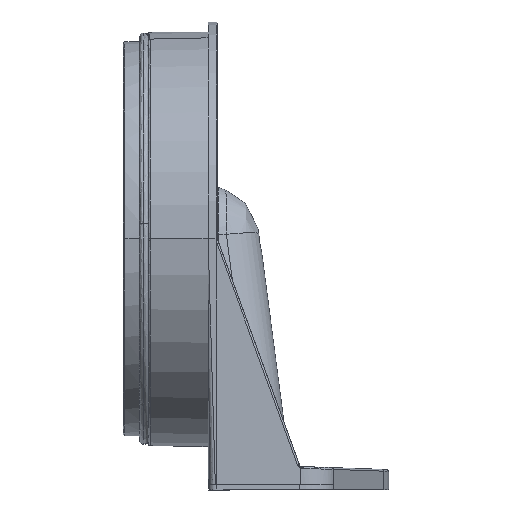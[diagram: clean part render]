
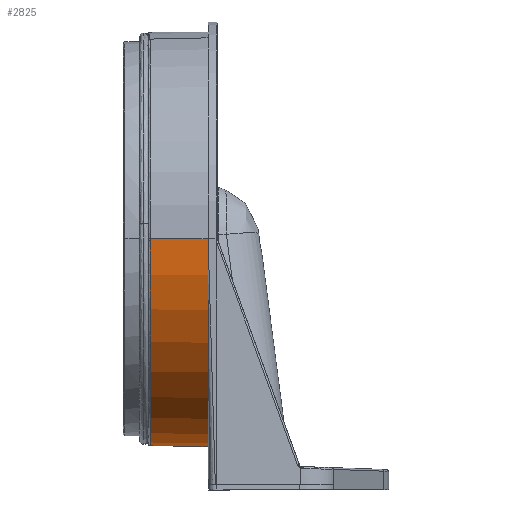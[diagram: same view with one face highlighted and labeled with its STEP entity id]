
A CAD part, left-side view. The second image highlights one B-rep face of the part: STEP entity #2825.
In plain terms, the highlighted conical face has half-angle 1 degrees and reference radius 57.5 mm.
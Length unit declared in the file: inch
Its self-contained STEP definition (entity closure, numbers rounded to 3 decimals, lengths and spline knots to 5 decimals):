
#769 = DIRECTION ( 'NONE',  ( 0., 0., -1. ) ) ;
#785 = CIRCLE ( 'NONE', #8807, 2.26378 ) ;
#1245 = DIRECTION ( 'NONE',  ( 0., -1., 0. ) ) ;
#1662 = AXIS2_PLACEMENT_3D ( 'NONE', #10322, #12621, #769 ) ;
#2039 = CARTESIAN_POINT ( 'NONE',  ( 2.26378, 0.09843, 0. ) ) ;
#2825 = ADVANCED_FACE ( 'NONE', ( #7708 ), #7203, .T. ) ;
#3318 = EDGE_CURVE ( 'NONE', #13564, #12575, #785, .T. ) ;
#4014 = DIRECTION ( 'NONE',  ( -0.017, -1., 0. ) ) ;
#4472 = DIRECTION ( 'NONE',  ( -1., 0., 0. ) ) ;
#4673 = AXIS2_PLACEMENT_3D ( 'NONE', #7779, #1245, #4472 ) ;
#4681 = VECTOR ( 'NONE', #4014, 39.37008 ) ;
#4869 = CIRCLE ( 'NONE', #1662, 2.25278 ) ;
#5095 = CARTESIAN_POINT ( 'NONE',  ( -2.26378, 0.09843, 0. ) ) ;
#5169 = DIRECTION ( 'NONE',  ( -1., 0., 0. ) ) ;
#6781 = EDGE_CURVE ( 'NONE', #12948, #12575, #12845, .T. ) ;
#6864 = CARTESIAN_POINT ( 'NONE',  ( 2.26378, 0.09843, 0. ) ) ;
#7203 = CONICAL_SURFACE ( 'NONE', #4673, 2.26378, 0.017 ) ;
#7440 = DIRECTION ( 'NONE',  ( 0.017, -1., 0. ) ) ;
#7708 = FACE_OUTER_BOUND ( 'NONE', #12000, .T. ) ;
#7779 = CARTESIAN_POINT ( 'NONE',  ( 0., 0.09843, 0. ) ) ;
#7858 = VECTOR ( 'NONE', #7440, 39.37008 ) ;
#8158 = EDGE_CURVE ( 'NONE', #13956, #13564, #12548, .T. ) ;
#8762 = CARTESIAN_POINT ( 'NONE',  ( 2.25278, 0.72869, 0. ) ) ;
#8807 = AXIS2_PLACEMENT_3D ( 'NONE', #9744, #11902, #5169 ) ;
#8855 = EDGE_CURVE ( 'NONE', #12948, #13956, #4869, .T. ) ;
#9744 = CARTESIAN_POINT ( 'NONE',  ( 0., 0.09843, 0. ) ) ;
#9861 = CARTESIAN_POINT ( 'NONE',  ( -2.25278, 0.72869, 0. ) ) ;
#10322 = CARTESIAN_POINT ( 'NONE',  ( 0., 0.72869, 0. ) ) ;
#11017 = ORIENTED_EDGE ( 'NONE', *, *, #6781, .F. ) ;
#11902 = DIRECTION ( 'NONE',  ( 0., 1., 0. ) ) ;
#12000 = EDGE_LOOP ( 'NONE', ( #13388, #12038, #12054, #11017 ) ) ;
#12038 = ORIENTED_EDGE ( 'NONE', *, *, #8158, .T. ) ;
#12054 = ORIENTED_EDGE ( 'NONE', *, *, #3318, .T. ) ;
#12548 = LINE ( 'NONE', #2039, #7858 ) ;
#12575 = VERTEX_POINT ( 'NONE', #14166 ) ;
#12621 = DIRECTION ( 'NONE',  ( 0., -1., 0. ) ) ;
#12845 = LINE ( 'NONE', #5095, #4681 ) ;
#12948 = VERTEX_POINT ( 'NONE', #9861 ) ;
#13388 = ORIENTED_EDGE ( 'NONE', *, *, #8855, .T. ) ;
#13564 = VERTEX_POINT ( 'NONE', #6864 ) ;
#13956 = VERTEX_POINT ( 'NONE', #8762 ) ;
#14166 = CARTESIAN_POINT ( 'NONE',  ( -2.26378, 0.09843, 0. ) ) ;
